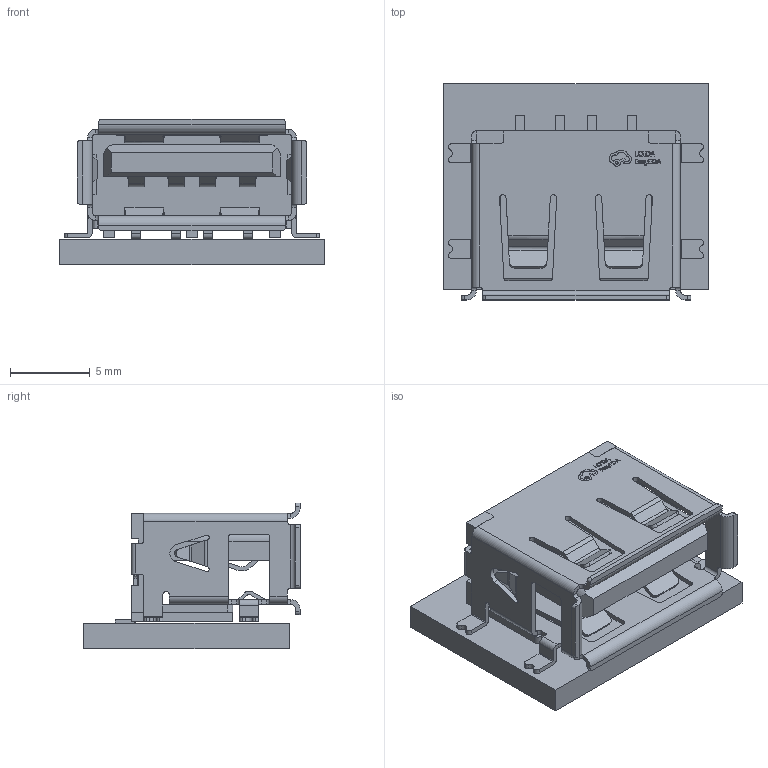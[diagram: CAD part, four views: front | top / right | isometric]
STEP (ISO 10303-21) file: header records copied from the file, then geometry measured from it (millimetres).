
FILE_DESCRIPTION(('Designed by EasyEDA Pro'),'2;1');
FILE_NAME('Open CASCADE Shape Model','2023-04-22T10:23:33',('Author'),( 'Open CASCADE'),'Open CASCADE STEP processor 7.6','Open CASCADE 7.6' ,'Unknown');
FILE_SCHEMA(('AUTOMOTIVE_DESIGN { 1 0 10303 214 1 1 1 1 }'));
Length unit declared in the file: millimetre
Products named in the file (5): PCBModel; COMPOUND; USB1; USB-A-SMD_915-111A2028S10202
Assembly tree (4 placements, depth 4):
  PCBModel
    COMPOUND
    USB1
      USB-A-SMD_915-111A2028S10202
        COMPOUND
Bounding box: 16.57 x 13.56 x 9.15 mm (x, y, z)
Volume: 745.8 mm3; surface area: 1998.6 mm2
Topology: 12 solids, 12 shells, 857 faces, 2399 edges, 1586 vertices
Faces by surface type: plane 519, cylinder 226, bspline 112
Entity records: 36036 total; most frequent: CARTESIAN_POINT 7179, ORIENTED_EDGE 4798, DIRECTION 3973, EDGE_CURVE 2399, LINE 1717, VECTOR 1717, VERTEX_POINT 1586, AXIS2_PLACEMENT_3D 1128
